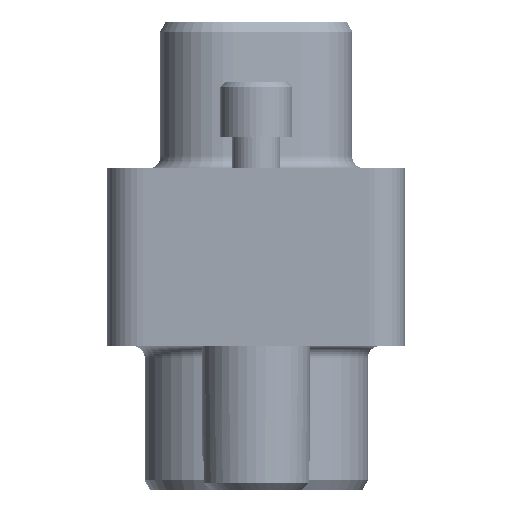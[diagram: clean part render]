
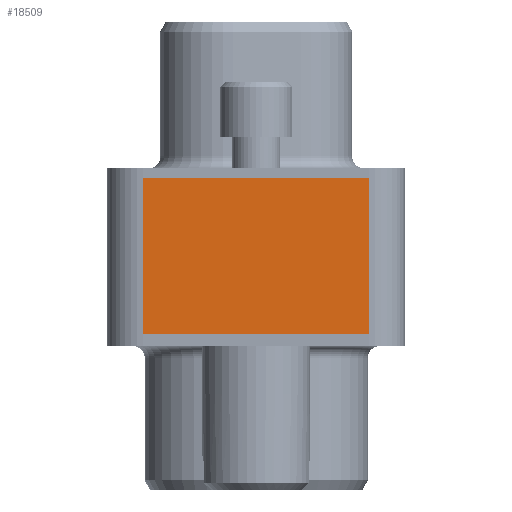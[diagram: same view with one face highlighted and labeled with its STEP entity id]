
A CAD part, left-side view. The second image highlights one B-rep face of the part: STEP entity #18509.
In plain terms, the highlighted planar face has unit normal (-1, 0, 0).
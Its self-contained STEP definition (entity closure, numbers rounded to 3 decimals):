
#1494=LINE('',#27504,#2820);
#1495=LINE('',#27508,#2821);
#1496=LINE('',#27510,#2822);
#1497=LINE('',#27512,#2823);
#2820=VECTOR('',#21670,1000.);
#2821=VECTOR('',#21675,1000.);
#2822=VECTOR('',#21676,1000.);
#2823=VECTOR('',#21677,1000.);
#4229=ORIENTED_EDGE('',*,*,#8974,.F.);
#4230=ORIENTED_EDGE('',*,*,#8972,.T.);
#4231=ORIENTED_EDGE('',*,*,#8975,.F.);
#4232=ORIENTED_EDGE('',*,*,#8976,.F.);
#8972=EDGE_CURVE('',#11345,#11344,#1494,.T.);
#8974=EDGE_CURVE('',#11345,#11346,#1495,.T.);
#8975=EDGE_CURVE('',#11347,#11344,#1496,.T.);
#8976=EDGE_CURVE('',#11346,#11347,#1497,.T.);
#11344=VERTEX_POINT('',#27503);
#11345=VERTEX_POINT('',#27505);
#11346=VERTEX_POINT('',#27509);
#11347=VERTEX_POINT('',#27511);
#13215=EDGE_LOOP('',(#4229,#4230,#4231,#4232));
#15081=FACE_BOUND('',#13215,.T.);
#16934=PLANE('',#19740);
#18509=ADVANCED_FACE('',(#15081),#16934,.T.);
#19740=AXIS2_PLACEMENT_3D('',#27507,#21673,#21674);
#21670=DIRECTION('',(0.,-1.,0.));
#21673=DIRECTION('',(-1.,0.,0.));
#21674=DIRECTION('',(0.,0.,1.));
#21675=DIRECTION('',(0.,0.,1.));
#21676=DIRECTION('',(0.,0.,-1.));
#21677=DIRECTION('',(0.,-1.,0.));
#27503=CARTESIAN_POINT('',(-34.75,-4.7,-6.5));
#27504=CARTESIAN_POINT('',(-34.75,4.7,-6.5));
#27505=CARTESIAN_POINT('',(-34.75,4.7,-6.5));
#27507=CARTESIAN_POINT('',(-34.75,6.2,0.));
#27508=CARTESIAN_POINT('',(-34.75,4.7,-6.5));
#27509=CARTESIAN_POINT('',(-34.75,4.7,0.));
#27510=CARTESIAN_POINT('',(-34.75,-4.7,0.));
#27511=CARTESIAN_POINT('',(-34.75,-4.7,0.));
#27512=CARTESIAN_POINT('',(-34.75,4.7,0.));
